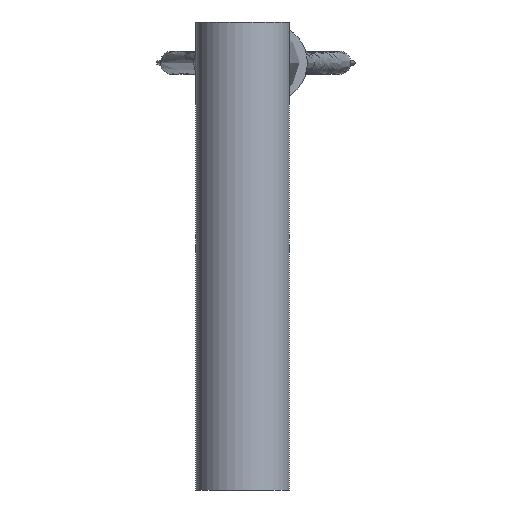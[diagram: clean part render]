
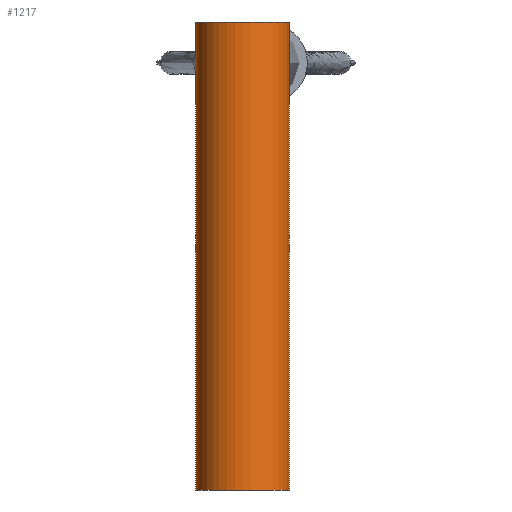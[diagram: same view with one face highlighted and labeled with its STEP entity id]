
A CAD part, front view. The second image highlights one B-rep face of the part: STEP entity #1217.
In plain terms, the highlighted cylindrical face has radius 3 mm (diameter 6 mm), a full revolution.
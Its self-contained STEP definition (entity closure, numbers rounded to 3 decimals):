
#285 = AXIS2_PLACEMENT_3D ( 'NONE', #552, #366, #532 ) ;
#366 = DIRECTION ( 'NONE',  ( 0., 0., 1. ) ) ;
#367 = AXIS2_PLACEMENT_3D ( 'NONE', #687, #683, #681 ) ;
#369 = AXIS2_PLACEMENT_3D ( 'NONE', #710, #697, #693 ) ;
#372 = EDGE_LOOP ( 'NONE', ( #551 ) ) ;
#375 = EDGE_LOOP ( 'NONE', ( #767 ) ) ;
#532 = DIRECTION ( 'NONE',  ( 1., 0., 0. ) ) ;
#551 = ORIENTED_EDGE ( 'NONE', *, *, #991, .F. ) ;
#552 = CARTESIAN_POINT ( 'NONE',  ( 0., 0., -20. ) ) ;
#681 = DIRECTION ( 'NONE',  ( 1., 0., 0. ) ) ;
#683 = DIRECTION ( 'NONE',  ( 0., 0., 1. ) ) ;
#687 = CARTESIAN_POINT ( 'NONE',  ( 0., 0., 10. ) ) ;
#693 = DIRECTION ( 'NONE',  ( 1., 0., 0. ) ) ;
#697 = DIRECTION ( 'NONE',  ( 0., 0., 1. ) ) ;
#710 = CARTESIAN_POINT ( 'NONE',  ( 0., 0., -20. ) ) ;
#767 = ORIENTED_EDGE ( 'NONE', *, *, #985, .T. ) ;
#788 = VERTEX_POINT ( 'NONE', #1080 ) ;
#792 = VERTEX_POINT ( 'NONE', #1103 ) ;
#819 = CYLINDRICAL_SURFACE ( 'NONE', #285, 3. ) ;
#822 = FACE_OUTER_BOUND ( 'NONE', #372, .T. ) ;
#830 = FACE_OUTER_BOUND ( 'NONE', #375, .T. ) ;
#867 = CIRCLE ( 'NONE', #367, 3. ) ;
#888 = CIRCLE ( 'NONE', #369, 3. ) ;
#985 = EDGE_CURVE ( 'NONE', #792, #792, #888, .T. ) ;
#991 = EDGE_CURVE ( 'NONE', #788, #788, #867, .T. ) ;
#1080 = CARTESIAN_POINT ( 'NONE',  ( 3., 0., 10. ) ) ;
#1103 = CARTESIAN_POINT ( 'NONE',  ( 3., 0., -20. ) ) ;
#1217 = ADVANCED_FACE ( 'NONE', ( #830, #822 ), #819, .T. ) ;
